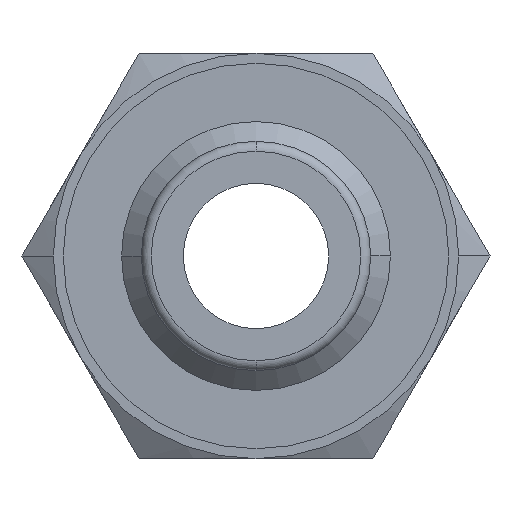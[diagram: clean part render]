
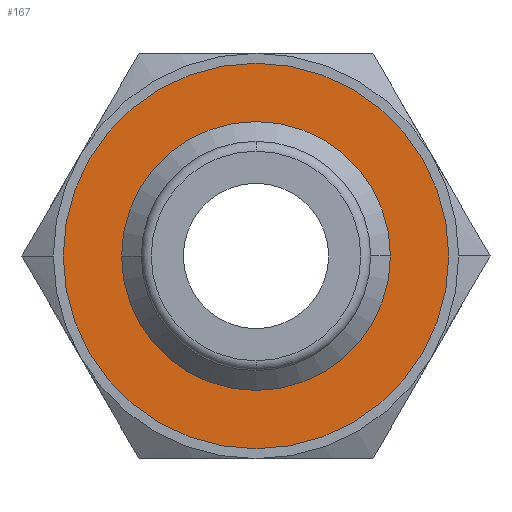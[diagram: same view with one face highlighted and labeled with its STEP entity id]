
A CAD part, front view. The second image highlights one B-rep face of the part: STEP entity #167.
In plain terms, the highlighted planar face has unit normal (0, -1, 0).
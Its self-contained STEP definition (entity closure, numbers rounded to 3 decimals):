
#167=ADVANCED_FACE('',(#343,#344),#345,.T.);
#343=FACE_OUTER_BOUND('',#522,.T.);
#344=FACE_BOUND('',#523,.T.);
#345=PLANE('',#524);
#522=EDGE_LOOP('',(#921,#922));
#523=EDGE_LOOP('',(#923,#924));
#524=AXIS2_PLACEMENT_3D('',#925,#926,#927);
#921=ORIENTED_EDGE('',*,*,#1163,.T.);
#922=ORIENTED_EDGE('',*,*,#1049,.T.);
#923=ORIENTED_EDGE('',*,*,#1015,.F.);
#924=ORIENTED_EDGE('',*,*,#1164,.F.);
#925=CARTESIAN_POINT('',(0.0,34.0,0.0));
#926=DIRECTION('',(0.0,-1.0,0.0));
#927=DIRECTION('',(-1.0,0.0,0.0));
#1015=EDGE_CURVE('',#1189,#1185,#1191,.T.);
#1049=EDGE_CURVE('',#1244,#1241,#1245,.T.);
#1163=EDGE_CURVE('',#1241,#1244,#1404,.T.);
#1164=EDGE_CURVE('',#1185,#1189,#1405,.T.);
#1185=VERTEX_POINT('',#1426);
#1189=VERTEX_POINT('',#1431);
#1191=CIRCLE('',#1434,13.6);
#1241=VERTEX_POINT('',#1496);
#1244=VERTEX_POINT('',#1500);
#1245=CIRCLE('',#1501,19.5);
#1404=CIRCLE('',#1943,19.5);
#1405=CIRCLE('',#1944,13.6);
#1426=CARTESIAN_POINT('',(13.6,34.0,0.));
#1431=CARTESIAN_POINT('',(-13.6,34.0,0.));
#1434=AXIS2_PLACEMENT_3D('',#1968,#1969,#1970);
#1496=CARTESIAN_POINT('',(19.5,34.0,0.0));
#1500=CARTESIAN_POINT('',(-19.5,34.0,0.));
#1501=AXIS2_PLACEMENT_3D('',#2020,#2021,#2022);
#1943=AXIS2_PLACEMENT_3D('',#2144,#2145,#2146);
#1944=AXIS2_PLACEMENT_3D('',#2147,#2148,#2149);
#1968=CARTESIAN_POINT('',(0.0,34.0,0.0));
#1969=DIRECTION('',(0.0,-1.0,0.0));
#1970=DIRECTION('',(1.0,0.0,0.0));
#2020=CARTESIAN_POINT('',(0.0,34.0,0.0));
#2021=DIRECTION('',(0.0,-1.0,0.0));
#2022=DIRECTION('',(1.0,0.0,0.0));
#2144=CARTESIAN_POINT('',(0.0,34.0,0.0));
#2145=DIRECTION('',(0.0,-1.0,0.0));
#2146=DIRECTION('',(1.0,0.0,0.0));
#2147=CARTESIAN_POINT('',(0.0,34.0,0.0));
#2148=DIRECTION('',(0.0,-1.0,0.0));
#2149=DIRECTION('',(1.0,0.0,0.0));
